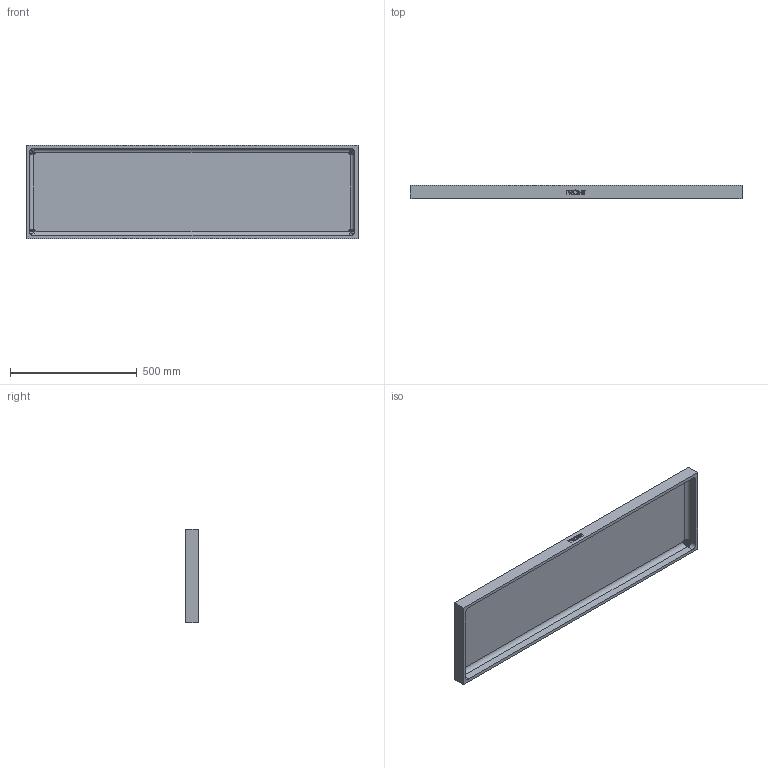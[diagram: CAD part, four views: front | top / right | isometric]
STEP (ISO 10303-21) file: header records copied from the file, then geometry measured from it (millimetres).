
FILE_DESCRIPTION (( 'STEP AP203' ), '1' );
FILE_NAME ('1750 TOP-OEM.STEP', '2007-01-24T19:06:08', ( ' ' ), ( ' ' ), 'SwSTEP 2.0', 'SolidWorks 2006233', '' );
FILE_SCHEMA (( 'CONFIG_CONTROL_DESIGN' ));
Length unit declared in the file: inch
Products named in the file (1): 1750 TOP-OEM
Bounding box: 1310.13 x 50.8 x 370.83 mm (x, y, z)
Volume: 4828417.2 mm3; surface area: 1262999.6 mm2
Topology: 1 solids, 1 shells, 162 faces, 452 edges, 300 vertices
Faces by surface type: plane 93, cylinder 40, bspline 17, sphere 12
Entity records: 6543 total; most frequent: CARTESIAN_POINT 2686, ORIENTED_EDGE 904, DIRECTION 634, EDGE_CURVE 452, VERTEX_POINT 300, VECTOR 254, LINE 254, AXIS2_PLACEMENT_3D 190
